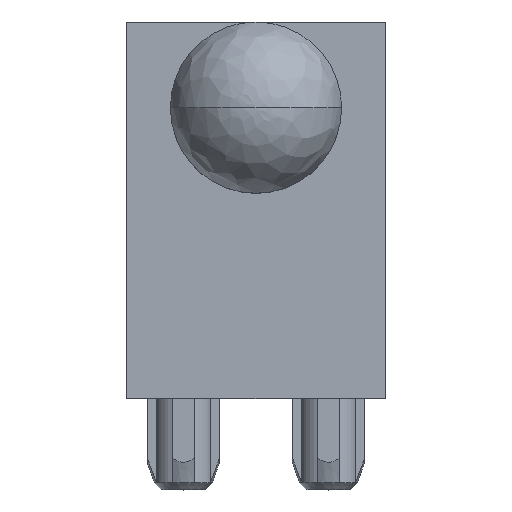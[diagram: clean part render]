
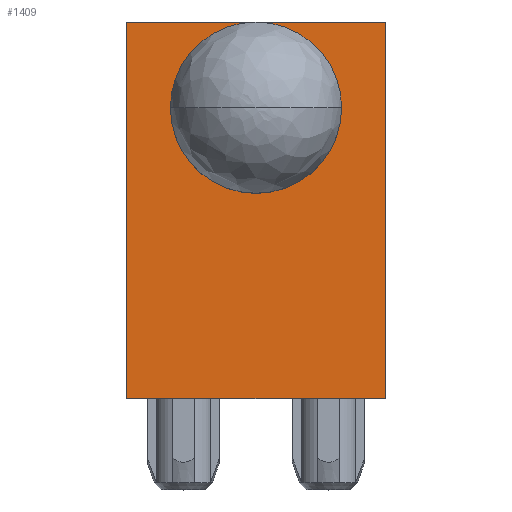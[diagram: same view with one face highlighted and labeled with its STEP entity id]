
A CAD part, top view. The second image highlights one B-rep face of the part: STEP entity #1409.
In plain terms, the highlighted planar face has unit normal (0, 0, 1).
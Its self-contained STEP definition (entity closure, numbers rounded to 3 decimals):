
#2 = CARTESIAN_POINT ( 'NONE',  ( -17.511, -22.592, 6.35 ) ) ;
#9 = CIRCLE ( 'NONE', #65, 1.499 ) ;
#65 = AXIS2_PLACEMENT_3D ( 'NONE', #196, #94, #1827 ) ;
#94 = DIRECTION ( 'NONE',  ( 0., 0., -1. ) ) ;
#156 = DIRECTION ( 'NONE',  ( -1., 0., 0. ) ) ;
#168 = VERTEX_POINT ( 'NONE', #420 ) ;
#183 = DIRECTION ( 'NONE',  ( 1., 0., 0. ) ) ;
#187 = DIRECTION ( 'NONE',  ( 0., 0., -1. ) ) ;
#196 = CARTESIAN_POINT ( 'NONE',  ( -17.511, -17.512, 6.35 ) ) ;
#203 = CIRCLE ( 'NONE', #315, 1.499 ) ;
#247 = EDGE_CURVE ( 'NONE', #1288, #801, #1861, .T. ) ;
#262 = ORIENTED_EDGE ( 'NONE', *, *, #1339, .T. ) ;
#303 = VECTOR ( 'NONE', #332, 1000. ) ;
#315 = AXIS2_PLACEMENT_3D ( 'NONE', #1138, #187, #1458 ) ;
#316 = CARTESIAN_POINT ( 'NONE',  ( -19.772, -19.303, 6.35 ) ) ;
#332 = DIRECTION ( 'NONE',  ( 1., 0., 0. ) ) ;
#420 = CARTESIAN_POINT ( 'NONE',  ( -17.511, -16.013, 6.35 ) ) ;
#476 = CARTESIAN_POINT ( 'NONE',  ( -15.251, -22.592, 6.35 ) ) ;
#506 = DIRECTION ( 'NONE',  ( 0., 0., 1. ) ) ;
#510 = EDGE_CURVE ( 'NONE', #168, #1556, #1945, .T. ) ;
#552 = ORIENTED_EDGE ( 'NONE', *, *, #510, .T. ) ;
#576 = CARTESIAN_POINT ( 'NONE',  ( -19.772, -22.592, 6.35 ) ) ;
#643 = DIRECTION ( 'NONE',  ( 0., -1., 0. ) ) ;
#651 = CARTESIAN_POINT ( 'NONE',  ( -17.511, -17.512, 6.35 ) ) ;
#696 = AXIS2_PLACEMENT_3D ( 'NONE', #1469, #506, #183 ) ;
#782 = LINE ( 'NONE', #2, #303 ) ;
#801 = VERTEX_POINT ( 'NONE', #1898 ) ;
#803 = ORIENTED_EDGE ( 'NONE', *, *, #1876, .T. ) ;
#804 = AXIS2_PLACEMENT_3D ( 'NONE', #651, #1436, #1745 ) ;
#827 = VERTEX_POINT ( 'NONE', #1433 ) ;
#895 = EDGE_CURVE ( 'NONE', #1882, #827, #203, .T. ) ;
#943 = CARTESIAN_POINT ( 'NONE',  ( -17.511, -16.013, 6.35 ) ) ;
#1028 = EDGE_CURVE ( 'NONE', #168, #1882, #9, .T. ) ;
#1119 = ORIENTED_EDGE ( 'NONE', *, *, #895, .T. ) ;
#1136 = PLANE ( 'NONE',  #696 ) ;
#1138 = CARTESIAN_POINT ( 'NONE',  ( -17.511, -17.512, 6.35 ) ) ;
#1288 = VERTEX_POINT ( 'NONE', #476 ) ;
#1300 = EDGE_CURVE ( 'NONE', #1650, #1288, #782, .T. ) ;
#1303 = CARTESIAN_POINT ( 'NONE',  ( -17.511, -16.013, 6.35 ) ) ;
#1318 = FACE_OUTER_BOUND ( 'NONE', #1393, .T. ) ;
#1339 = EDGE_CURVE ( 'NONE', #1556, #1650, #1709, .T. ) ;
#1343 = EDGE_CURVE ( 'NONE', #801, #168, #1762, .T. ) ;
#1349 = CARTESIAN_POINT ( 'NONE',  ( -19.772, -16.013, 6.35 ) ) ;
#1350 = VECTOR ( 'NONE', #643, 1000. ) ;
#1393 = EDGE_LOOP ( 'NONE', ( #262, #1576, #1672, #1783, #1657, #1119, #803, #552 ) ) ;
#1409 = ADVANCED_FACE ( 'NONE', ( #1318 ), #1136, .T. ) ;
#1433 = CARTESIAN_POINT ( 'NONE',  ( -19.01, -17.512, 6.35 ) ) ;
#1436 = DIRECTION ( 'NONE',  ( 0., 0., -1. ) ) ;
#1451 = VECTOR ( 'NONE', #1696, 1000. ) ;
#1458 = DIRECTION ( 'NONE',  ( -1., 0., 0. ) ) ;
#1469 = CARTESIAN_POINT ( 'NONE',  ( -19.772, -22.592, 6.35 ) ) ;
#1506 = VECTOR ( 'NONE', #156, 1000. ) ;
#1510 = VECTOR ( 'NONE', #1801, 1000. ) ;
#1535 = CARTESIAN_POINT ( 'NONE',  ( -15.251, -19.303, 6.35 ) ) ;
#1556 = VERTEX_POINT ( 'NONE', #1349 ) ;
#1576 = ORIENTED_EDGE ( 'NONE', *, *, #1300, .T. ) ;
#1650 = VERTEX_POINT ( 'NONE', #576 ) ;
#1657 = ORIENTED_EDGE ( 'NONE', *, *, #1028, .T. ) ;
#1672 = ORIENTED_EDGE ( 'NONE', *, *, #247, .T. ) ;
#1687 = CIRCLE ( 'NONE', #804, 1.499 ) ;
#1696 = DIRECTION ( 'NONE',  ( 0., 1., 0. ) ) ;
#1709 = LINE ( 'NONE', #316, #1350 ) ;
#1745 = DIRECTION ( 'NONE',  ( -1., 0., 0. ) ) ;
#1762 = LINE ( 'NONE', #943, #1506 ) ;
#1783 = ORIENTED_EDGE ( 'NONE', *, *, #1343, .T. ) ;
#1801 = DIRECTION ( 'NONE',  ( -1., 0., 0. ) ) ;
#1827 = DIRECTION ( 'NONE',  ( -1., 0., 0. ) ) ;
#1861 = LINE ( 'NONE', #1535, #1451 ) ;
#1876 = EDGE_CURVE ( 'NONE', #827, #168, #1687, .T. ) ;
#1882 = VERTEX_POINT ( 'NONE', #1887 ) ;
#1887 = CARTESIAN_POINT ( 'NONE',  ( -16.013, -17.512, 6.35 ) ) ;
#1898 = CARTESIAN_POINT ( 'NONE',  ( -15.251, -16.013, 6.35 ) ) ;
#1945 = LINE ( 'NONE', #1303, #1510 ) ;
